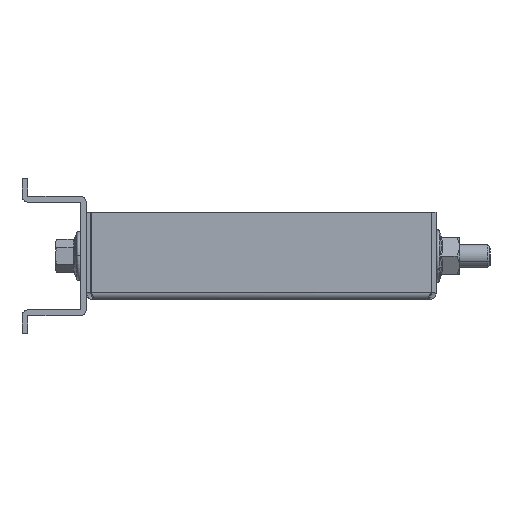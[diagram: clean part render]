
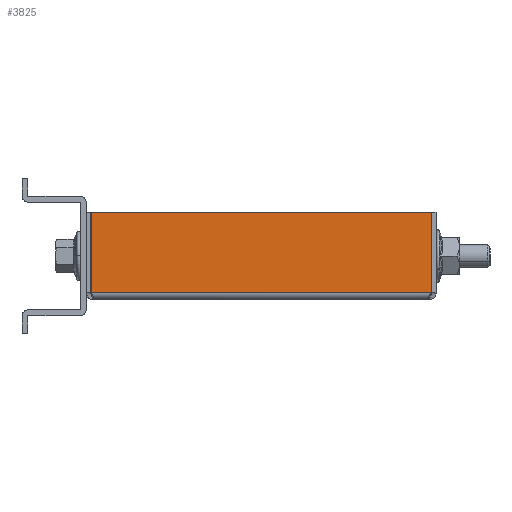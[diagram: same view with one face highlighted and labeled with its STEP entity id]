
A CAD part, left-side view. The second image highlights one B-rep face of the part: STEP entity #3825.
In plain terms, the highlighted face is planar.
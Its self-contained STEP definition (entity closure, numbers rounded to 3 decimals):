
#572 = EDGE_CURVE ( 'NONE', #8932, #5215, #4246, .T. ) ;
#1364 = EDGE_LOOP ( 'NONE', ( #10103, #11497, #1778, #7399 ) ) ;
#1385 = CARTESIAN_POINT ( 'NONE',  ( 58.32, 2.5, -25. ) ) ;
#1778 = ORIENTED_EDGE ( 'NONE', *, *, #11907, .T. ) ;
#2088 = CARTESIAN_POINT ( 'NONE',  ( -58.32, 2.5, -25. ) ) ;
#2668 = CARTESIAN_POINT ( 'NONE',  ( 0., 0., -25. ) ) ;
#2967 = DIRECTION ( 'NONE',  ( 0., -1., 0. ) ) ;
#3307 = AXIS2_PLACEMENT_3D ( 'NONE', #2668, #8399, #12357 ) ;
#3825 = ADVANCED_FACE ( 'NONE', ( #4437 ), #11575, .T. ) ;
#4246 = LINE ( 'NONE', #7244, #5934 ) ;
#4437 = FACE_OUTER_BOUND ( 'NONE', #1364, .T. ) ;
#5215 = VERTEX_POINT ( 'NONE', #2088 ) ;
#5438 = VECTOR ( 'NONE', #11410, 1000. ) ;
#5934 = VECTOR ( 'NONE', #6263, 1000. ) ;
#6263 = DIRECTION ( 'NONE',  ( 0., -1., 0. ) ) ;
#6350 = CARTESIAN_POINT ( 'NONE',  ( 58.32, 30., -25. ) ) ;
#6618 = VERTEX_POINT ( 'NONE', #6350 ) ;
#7244 = CARTESIAN_POINT ( 'NONE',  ( -58.32, 1.5, -25. ) ) ;
#7399 = ORIENTED_EDGE ( 'NONE', *, *, #10967, .T. ) ;
#7465 = LINE ( 'NONE', #12325, #5438 ) ;
#7859 = EDGE_CURVE ( 'NONE', #6618, #8932, #7465, .T. ) ;
#8225 = VERTEX_POINT ( 'NONE', #1385 ) ;
#8325 = DIRECTION ( 'NONE',  ( -1., 0., 0. ) ) ;
#8393 = LINE ( 'NONE', #9169, #11169 ) ;
#8399 = DIRECTION ( 'NONE',  ( 0., 0., -1. ) ) ;
#8893 = CARTESIAN_POINT ( 'NONE',  ( 58.32, 0., -25. ) ) ;
#8932 = VERTEX_POINT ( 'NONE', #12332 ) ;
#9169 = CARTESIAN_POINT ( 'NONE',  ( 0., 2.5, -25. ) ) ;
#10103 = ORIENTED_EDGE ( 'NONE', *, *, #572, .F. ) ;
#10734 = VECTOR ( 'NONE', #2967, 1000. ) ;
#10775 = LINE ( 'NONE', #8893, #10734 ) ;
#10967 = EDGE_CURVE ( 'NONE', #8225, #5215, #8393, .T. ) ;
#11169 = VECTOR ( 'NONE', #8325, 1000. ) ;
#11410 = DIRECTION ( 'NONE',  ( -1., 0., 0. ) ) ;
#11497 = ORIENTED_EDGE ( 'NONE', *, *, #7859, .F. ) ;
#11575 = PLANE ( 'NONE',  #3307 ) ;
#11907 = EDGE_CURVE ( 'NONE', #6618, #8225, #10775, .T. ) ;
#12325 = CARTESIAN_POINT ( 'NONE',  ( -60., 30., -25. ) ) ;
#12332 = CARTESIAN_POINT ( 'NONE',  ( -58.32, 30., -25. ) ) ;
#12357 = DIRECTION ( 'NONE',  ( -1., 0., 0. ) ) ;
